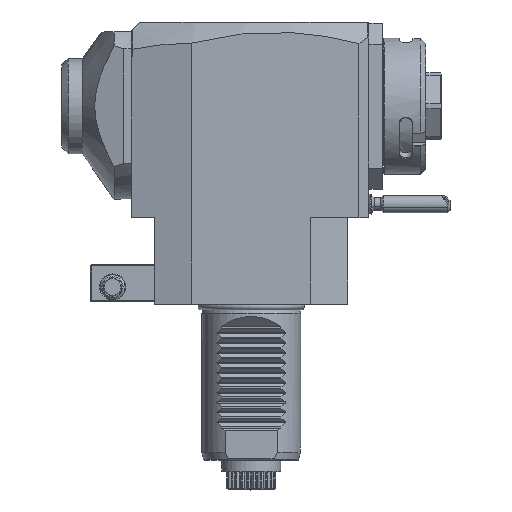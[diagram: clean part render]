
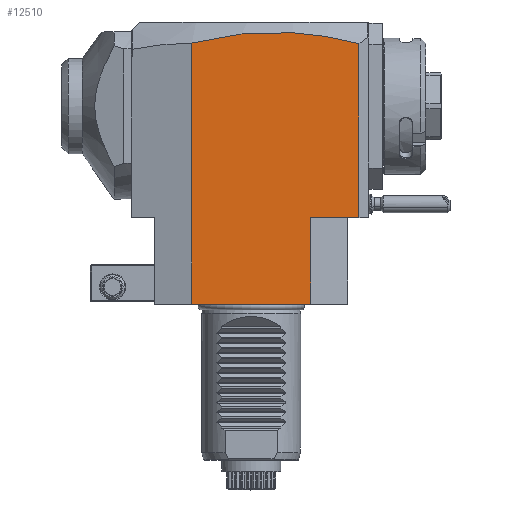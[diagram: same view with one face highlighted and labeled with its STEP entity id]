
A CAD part, top view. The second image highlights one B-rep face of the part: STEP entity #12510.
In plain terms, the highlighted planar face has unit normal (0, 0, 1).
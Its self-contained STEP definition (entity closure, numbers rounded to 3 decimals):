
#17=DIRECTION('',(-1.,0.,0.));
#18=VECTOR('',#17,48.);
#19=CARTESIAN_POINT('',(24.,0.,37.5));
#20=LINE('',#19,#18);
#81=DIRECTION('',(0.,-1.,0.));
#82=VECTOR('',#81,70.258);
#83=CARTESIAN_POINT('',(43.5,105.258,37.5));
#84=LINE('',#83,#82);
#85=DIRECTION('',(-1.,0.,0.));
#86=VECTOR('',#85,19.5);
#87=CARTESIAN_POINT('',(43.5,35.,37.5));
#88=LINE('',#87,#86);
#89=CARTESIAN_POINT('',(-24.,105.435,37.5));
#90=CARTESIAN_POINT('',(-18.371,106.939,37.5));
#91=CARTESIAN_POINT('',(-7.115,109.162,37.5));
#92=CARTESIAN_POINT('',(9.762,110.233,37.5));
#93=CARTESIAN_POINT('',(26.635,109.072,37.5));
#94=CARTESIAN_POINT('',(37.879,106.791,37.5));
#95=CARTESIAN_POINT('',(43.5,105.258,37.5));
#2299=DIRECTION('',(0.,-1.,0.));
#2300=VECTOR('',#2299,105.435);
#2301=CARTESIAN_POINT('',(-24.,105.435,37.5));
#2302=LINE('',#2301,#2300);
#5087=DIRECTION('',(0.,1.,0.));
#5088=VECTOR('',#5087,35.);
#5089=CARTESIAN_POINT('',(24.,0.,37.5));
#5090=LINE('',#5089,#5088);
#11647=VERTEX_POINT('',#89);
#11648=VERTEX_POINT('',#95);
#11972=CARTESIAN_POINT('',(43.5,35.,37.5));
#11973=VERTEX_POINT('',#11972);
#12013=CARTESIAN_POINT('',(24.,0.,37.5));
#12014=VERTEX_POINT('',#12013);
#12015=CARTESIAN_POINT('',(-24.,0.,37.5));
#12016=VERTEX_POINT('',#12015);
#12405=CARTESIAN_POINT('',(24.,35.,37.5));
#12406=VERTEX_POINT('',#12405);
#12493=CARTESIAN_POINT('',(-39.202,35.,37.5));
#12494=DIRECTION('',(0.,0.,1.));
#12495=DIRECTION('',(1.,0.,0.));
#12496=AXIS2_PLACEMENT_3D('',#12493,#12494,#12495);
#12497=PLANE('',#12496);
#12499=ORIENTED_EDGE('',*,*,#12498,.T.);
#12500=ORIENTED_EDGE('',*,*,#12475,.T.);
#12502=ORIENTED_EDGE('',*,*,#12501,.F.);
#12503=ORIENTED_EDGE('',*,*,#12422,.T.);
#12505=ORIENTED_EDGE('',*,*,#12504,.F.);
#12507=ORIENTED_EDGE('',*,*,#12506,.T.);
#12508=EDGE_LOOP('',(#12499,#12500,#12502,#12503,#12505,#12507));
#12509=FACE_OUTER_BOUND('',#12508,.F.);
#96=B_SPLINE_CURVE_WITH_KNOTS('',3,(#89,#90,#91,#92,#93,#94,#95),.UNSPECIFIED.,
.F.,.F.,(4,1,1,1,4),(0.,0.25,0.5,0.75,1.),.UNSPECIFIED.);
#12422=EDGE_CURVE('',#12014,#12016,#20,.T.);
#12475=EDGE_CURVE('',#11973,#12406,#88,.T.);
#12498=EDGE_CURVE('',#11648,#11973,#84,.T.);
#12501=EDGE_CURVE('',#12014,#12406,#5090,.T.);
#12504=EDGE_CURVE('',#11647,#12016,#2302,.T.);
#12506=EDGE_CURVE('',#11647,#11648,#96,.T.);
#12510=ADVANCED_FACE('',(#12509),#12497,.T.);
